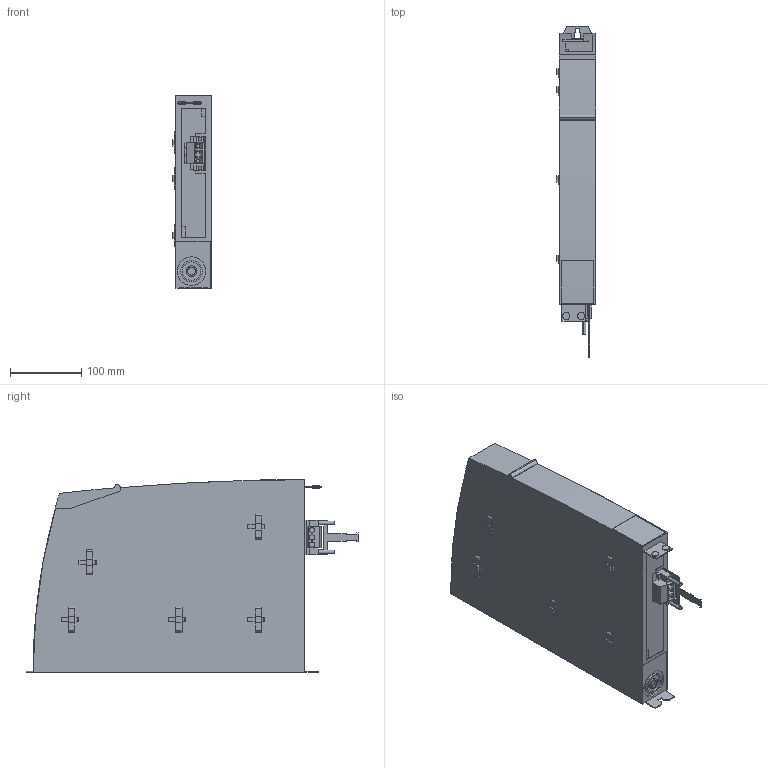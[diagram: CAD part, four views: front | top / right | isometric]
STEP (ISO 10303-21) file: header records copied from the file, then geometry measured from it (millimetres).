
FILE_DESCRIPTION(('STEP AP203'),'1');
FILE_NAME('6SL3130-6AE21-0AB1.stp','2018-04-18T12:55:32',(''),(''),'XStep 1.0','it-motive AG (itm_Acis_A0017_01R.dll)',' ');
FILE_SCHEMA(('CONFIG_CONTROL_DESIGN'));
Length unit declared in the file: millimetre
Products named in the file (424): 1; 2; 3; 4; 5; 6; 7; 8; 9; 10; 11; 12; 13; 14; 15; 16; 17; 18; 19; 20; 21; 22; 23; 24; 25; 26; 27; 28; 29; 30; 31; 32; 33; 34; 35; 36; 37; 38; 39; 40 ...
Bounding box: 54.7 x 465 x 270.3 mm (x, y, z)
Surface area: 276056.3 mm2 (no closed solid volume)
Topology: 0 solids, 433 shells, 433 faces, 2263 edges, 2263 vertices
Faces by surface type: plane 376, cylinder 57
Entity records: 42276 total; most frequent: CARTESIAN_POINT 5413, DIRECTION 4227, ORIENTED_EDGE 2263, EDGE_CURVE 2263, VERTEX_POINT 2263, CC_DESIGN_PERSON_AND_ORGANIZATION_ASSIGNMENT 2120, LINE 1989, VECTOR 1989
